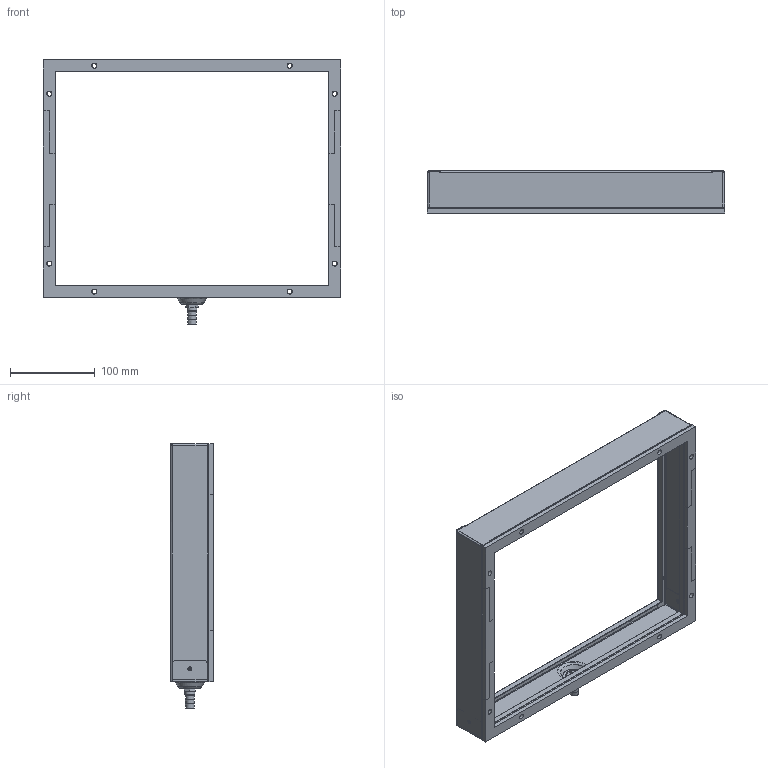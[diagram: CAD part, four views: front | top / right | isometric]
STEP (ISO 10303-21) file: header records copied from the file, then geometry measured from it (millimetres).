
FILE_DESCRIPTION (( 'STEP AP214' ), '1' );
FILE_NAME ('1015305.STEP', '2020-03-05T14:57:38', ( '' ), ( '' ), 'SwSTEP 2.0', 'SolidWorks 2019', '' );
FILE_SCHEMA (( 'AUTOMOTIVE_DESIGN' ));
Length unit declared in the file: inch
Products named in the file (1): 1015305
Bounding box: 350 x 50 x 311.35 mm (x, y, z)
Volume: 187324.5 mm3; surface area: 259153.4 mm2
Topology: 9 solids, 9 shells, 371 faces, 981 edges, 638 vertices
Faces by surface type: plane 258, cylinder 70, cone 20, bspline 18, torus 5
Full cylindrical faces by diameter (mm): 4.5 x2, 5.5 x8, 6 x8, 7 x1, 9.82 x1, 11 x1, 11.62 x1, 12.3 x1, 12.5 x1, 17 x1, 18.95 x1
Entity records: 17586 total; most frequent: CARTESIAN_POINT 3619, ORIENTED_EDGE 1856, DIRECTION 1746, EDGE_CURVE 928, VECTOR 670, LINE 670, VERTEX_POINT 630, AXIS2_PLACEMENT_3D 538
